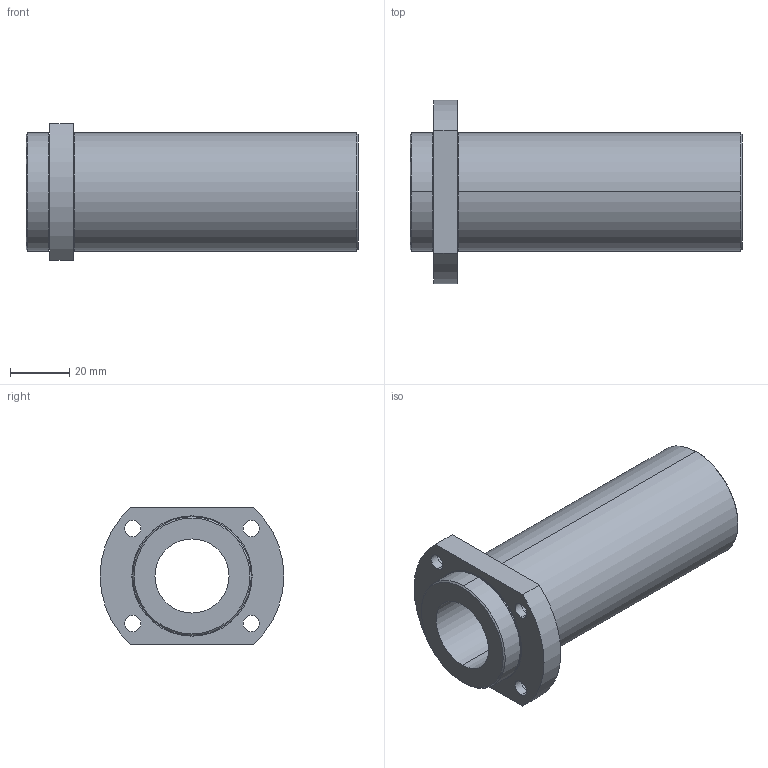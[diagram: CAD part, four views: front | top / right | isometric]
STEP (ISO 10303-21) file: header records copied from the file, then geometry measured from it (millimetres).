
FILE_DESCRIPTION (( 'STEP AP203' ), '1' );
FILE_NAME ('LMHP25LUU.STEP', '2014-08-08T15:57:09', ( 'Ovidiu Buiga' ), ( '' ), 'SwSTEP 2.0', 'SolidWorks 2010', '' );
FILE_SCHEMA (( 'CONFIG_CONTROL_DESIGN' ));
Length unit declared in the file: millimetre
Products named in the file (1): LMHP25LUU
Bounding box: 112 x 62 x 46 mm (x, y, z)
Volume: 94532.5 mm3; surface area: 28293.2 mm2
Topology: 1 solids, 1 shells, 52 faces, 114 edges, 74 vertices
Faces by surface type: cylinder 32, plane 14, cone 6
Entity records: 1557 total; most frequent: DIRECTION 290, CARTESIAN_POINT 241, ORIENTED_EDGE 228, AXIS2_PLACEMENT_3D 123, EDGE_CURVE 114, VERTEX_POINT 74, EDGE_LOOP 72, CIRCLE 70
